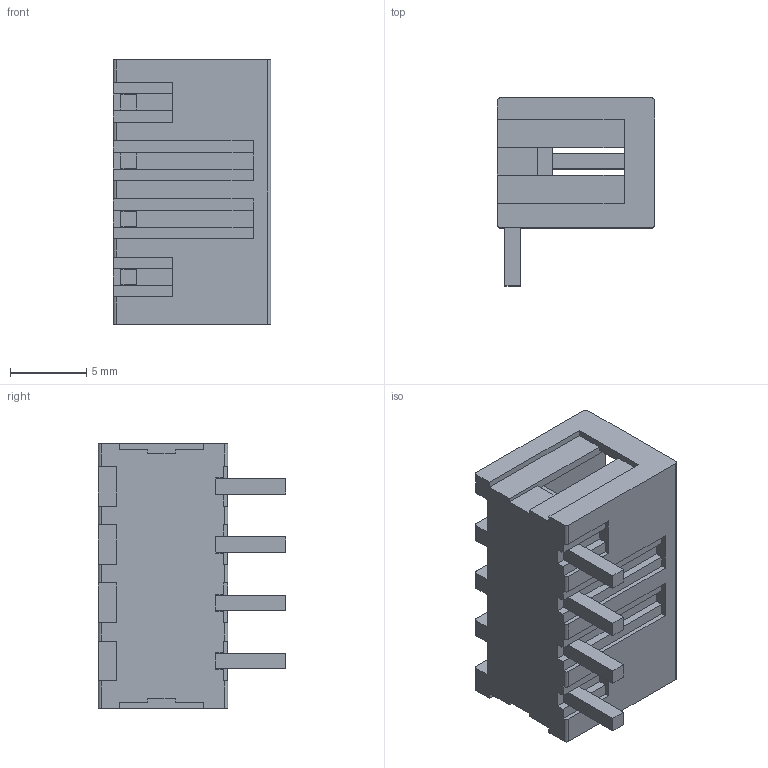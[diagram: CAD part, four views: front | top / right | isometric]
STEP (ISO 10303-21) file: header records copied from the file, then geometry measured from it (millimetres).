
FILE_DESCRIPTION( ( 'STEP AP214' ), '1' );
FILE_NAME( '734-264.stp', '2019-10-07T14:18:37', ( '' ), ( '' ), ' ', 'PARTsolutions', ' ' );
FILE_SCHEMA( ( 'AUTOMOTIVE_DESIGN { 1 0 10303 214 1 1 1 1 }' ) );
Length unit declared in the file: millimetre
Products named in the file (1): _734-264
Bounding box: 10.3 x 12.3 x 17.33 mm (x, y, z)
Volume: 786.6 mm3; surface area: 1499.7 mm2
Topology: 1 solids, 1 shells, 158 faces, 441 edges, 294 vertices
Faces by surface type: plane 146, cylinder 12
Entity records: 6277 total; most frequent: CARTESIAN_POINT 894, ORIENTED_EDGE 882, DIRECTION 783, EDGE_CURVE 441, LINE 417, VECTOR 417, VERTEX_POINT 294, AXIS2_PLACEMENT_3D 183
